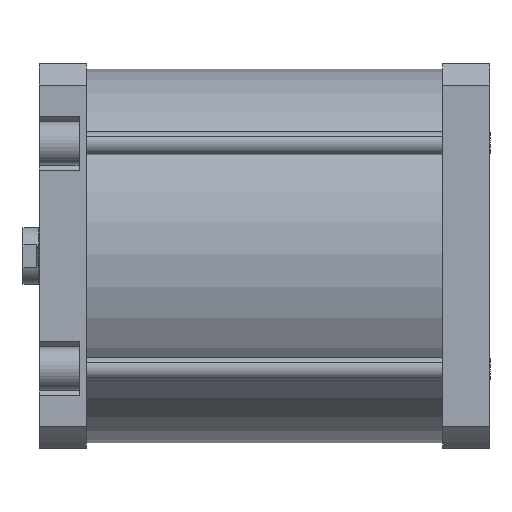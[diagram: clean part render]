
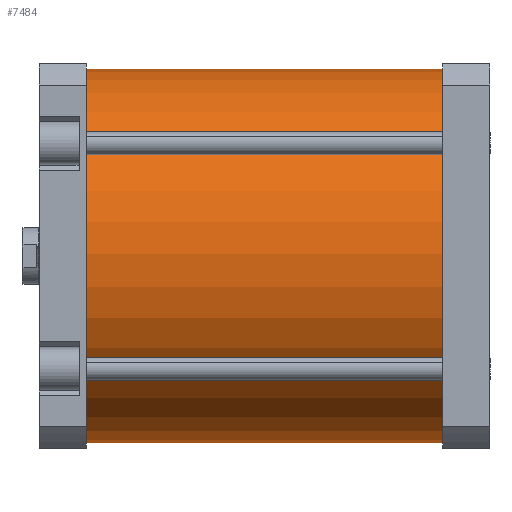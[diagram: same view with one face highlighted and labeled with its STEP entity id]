
A CAD part, front view. The second image highlights one B-rep face of the part: STEP entity #7484.
In plain terms, the highlighted cylindrical face has radius 131 mm (diameter 262 mm), a partial arc.
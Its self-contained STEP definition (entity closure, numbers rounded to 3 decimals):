
#139 = LINE ( 'NONE', #3624, #142 ) ;
#141 = CIRCLE ( 'NONE', #6703, 131. ) ;
#142 = VECTOR ( 'NONE', #3625, 1000. ) ;
#157 = VECTOR ( 'NONE', #3650, 1000. ) ;
#159 = LINE ( 'NONE', #3643, #157 ) ;
#163 = CIRCLE ( 'NONE', #6726, 131. ) ;
#686 = FACE_OUTER_BOUND ( 'NONE', #7615, .T. ) ;
#687 = CYLINDRICAL_SURFACE ( 'NONE', #6983, 131. ) ;
#1250 = DIRECTION ( 'NONE',  ( -1., 0., 0. ) ) ;
#1257 = DIRECTION ( 'NONE',  ( 0., 0., -1. ) ) ;
#1263 = CARTESIAN_POINT ( 'NONE',  ( 0., 0., 250. ) ) ;
#2008 = ORIENTED_EDGE ( 'NONE', *, *, #6480, .F. ) ;
#2096 = ORIENTED_EDGE ( 'NONE', *, *, #6464, .T. ) ;
#2099 = ORIENTED_EDGE ( 'NONE', *, *, #6470, .F. ) ;
#2100 = ORIENTED_EDGE ( 'NONE', *, *, #6479, .T. ) ;
#3608 = CARTESIAN_POINT ( 'NONE',  ( 0., 0., 0. ) ) ;
#3609 = DIRECTION ( 'NONE',  ( 0., 0., 1. ) ) ;
#3610 = DIRECTION ( 'NONE',  ( 1., 0., 0. ) ) ;
#3624 = CARTESIAN_POINT ( 'NONE',  ( -131., 0., 250. ) ) ;
#3625 = DIRECTION ( 'NONE',  ( 0., 0., -1. ) ) ;
#3643 = CARTESIAN_POINT ( 'NONE',  ( 131., 0., 250. ) ) ;
#3649 = CARTESIAN_POINT ( 'NONE',  ( 0., 0., 250. ) ) ;
#3650 = DIRECTION ( 'NONE',  ( 0., 0., -1. ) ) ;
#3652 = DIRECTION ( 'NONE',  ( 0., 0., 1. ) ) ;
#3653 = DIRECTION ( 'NONE',  ( 1., 0., 0. ) ) ;
#4940 = VERTEX_POINT ( 'NONE', #5315 ) ;
#4943 = VERTEX_POINT ( 'NONE', #5318 ) ;
#4947 = VERTEX_POINT ( 'NONE', #5322 ) ;
#4958 = VERTEX_POINT ( 'NONE', #5333 ) ;
#5315 = CARTESIAN_POINT ( 'NONE',  ( 131., 0., 0. ) ) ;
#5318 = CARTESIAN_POINT ( 'NONE',  ( -131., 0., 0. ) ) ;
#5322 = CARTESIAN_POINT ( 'NONE',  ( 131., 0., 250. ) ) ;
#5333 = CARTESIAN_POINT ( 'NONE',  ( -131., 0., 250. ) ) ;
#6464 = EDGE_CURVE ( 'NONE', #4940, #4943, #141, .T. ) ;
#6470 = EDGE_CURVE ( 'NONE', #4958, #4943, #139, .T. ) ;
#6479 = EDGE_CURVE ( 'NONE', #4947, #4940, #159, .T. ) ;
#6480 = EDGE_CURVE ( 'NONE', #4947, #4958, #163, .T. ) ;
#6703 = AXIS2_PLACEMENT_3D ( 'NONE', #3608, #3609, #3610 ) ;
#6726 = AXIS2_PLACEMENT_3D ( 'NONE', #3649, #3652, #3653 ) ;
#6983 = AXIS2_PLACEMENT_3D ( 'NONE', #1263, #1257, #1250 ) ;
#7484 = ADVANCED_FACE ( 'NONE', ( #686 ), #687, .T. ) ;
#7615 = EDGE_LOOP ( 'NONE', ( #2008, #2100, #2096, #2099 ) ) ;
